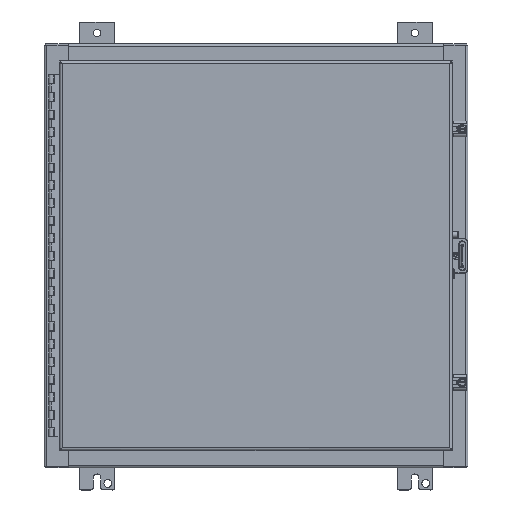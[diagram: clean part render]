
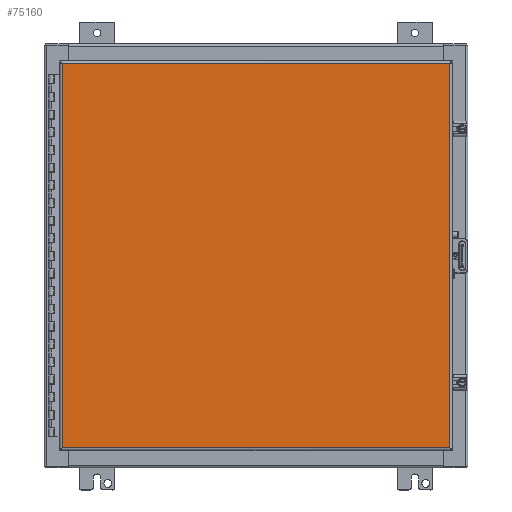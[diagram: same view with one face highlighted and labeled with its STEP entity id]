
A CAD part, top view. The second image highlights one B-rep face of the part: STEP entity #75160.
In plain terms, the highlighted planar face has unit normal (0, 0, -1).
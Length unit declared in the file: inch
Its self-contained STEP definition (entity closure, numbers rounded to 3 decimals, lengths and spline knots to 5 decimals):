
#11686 = VERTEX_POINT ( 'NONE', #159407 ) ;
#14634 = VERTEX_POINT ( 'NONE', #94948 ) ;
#20271 = CARTESIAN_POINT ( 'NONE',  ( 10.98, -11.03138, 5.073 ) ) ;
#20374 = ORIENTED_EDGE ( 'NONE', *, *, #86569, .T. ) ;
#26140 = AXIS2_PLACEMENT_3D ( 'NONE', #100460, #153716, #34023 ) ;
#34023 = DIRECTION ( 'NONE',  ( -1., 0., 0. ) ) ;
#44744 = CARTESIAN_POINT ( 'NONE',  ( 11.125, -10.88637, 5.073 ) ) ;
#48201 = VECTOR ( 'NONE', #101522, 39.37008 ) ;
#53514 = EDGE_CURVE ( 'NONE', #100361, #11686, #100651, .T. ) ;
#55689 = EDGE_CURVE ( 'NONE', #14634, #100361, #165122, .T. ) ;
#58052 = EDGE_LOOP ( 'NONE', ( #20374, #86042, #79797, #84661 ) ) ;
#68466 = LINE ( 'NONE', #121753, #88551 ) ;
#70783 = VECTOR ( 'NONE', #113622, 39.37008 ) ;
#75160 = ADVANCED_FACE ( 'NONE', ( #77663 ), #130969, .F. ) ;
#77663 = FACE_OUTER_BOUND ( 'NONE', #58052, .T. ) ;
#79797 = ORIENTED_EDGE ( 'NONE', *, *, #53514, .T. ) ;
#84661 = ORIENTED_EDGE ( 'NONE', *, *, #93623, .T. ) ;
#86042 = ORIENTED_EDGE ( 'NONE', *, *, #55689, .T. ) ;
#86569 = EDGE_CURVE ( 'NONE', #135336, #14634, #68466, .T. ) ;
#88551 = VECTOR ( 'NONE', #93838, 39.37008 ) ;
#93623 = EDGE_CURVE ( 'NONE', #11686, #135336, #94631, .T. ) ;
#93838 = DIRECTION ( 'NONE',  ( 0., 1., 0. ) ) ;
#94631 = LINE ( 'NONE', #44744, #125605 ) ;
#94948 = CARTESIAN_POINT ( 'NONE',  ( -10.98, 10.88637, 5.073 ) ) ;
#100361 = VERTEX_POINT ( 'NONE', #146960 ) ;
#100460 = CARTESIAN_POINT ( 'NONE',  ( 11.125, -11.03138, 5.073 ) ) ;
#100651 = LINE ( 'NONE', #20271, #48201 ) ;
#101522 = DIRECTION ( 'NONE',  ( 0., -1., 0. ) ) ;
#102235 = CARTESIAN_POINT ( 'NONE',  ( 11.125, 10.88637, 5.073 ) ) ;
#113622 = DIRECTION ( 'NONE',  ( 1., 0., 0. ) ) ;
#121753 = CARTESIAN_POINT ( 'NONE',  ( -10.98, -11.03138, 5.073 ) ) ;
#125151 = DIRECTION ( 'NONE',  ( -1., 0., 0. ) ) ;
#125605 = VECTOR ( 'NONE', #125151, 39.37008 ) ;
#125728 = CARTESIAN_POINT ( 'NONE',  ( -10.98, -10.88638, 5.073 ) ) ;
#130969 = PLANE ( 'NONE',  #26140 ) ;
#135336 = VERTEX_POINT ( 'NONE', #125728 ) ;
#146960 = CARTESIAN_POINT ( 'NONE',  ( 10.98, 10.88638, 5.073 ) ) ;
#153716 = DIRECTION ( 'NONE',  ( 0., 0., 1. ) ) ;
#159407 = CARTESIAN_POINT ( 'NONE',  ( 10.98, -10.88638, 5.073 ) ) ;
#165122 = LINE ( 'NONE', #102235, #70783 ) ;
